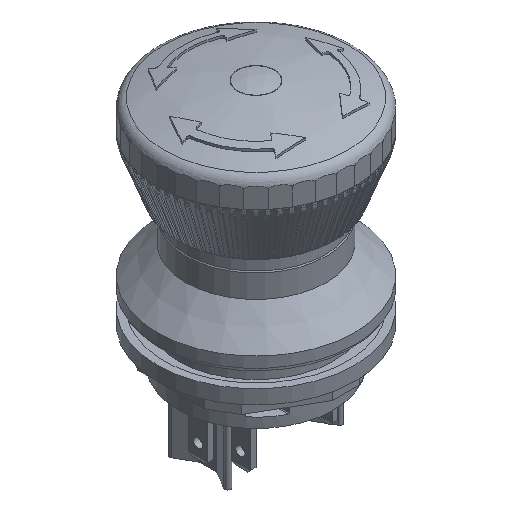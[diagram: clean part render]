
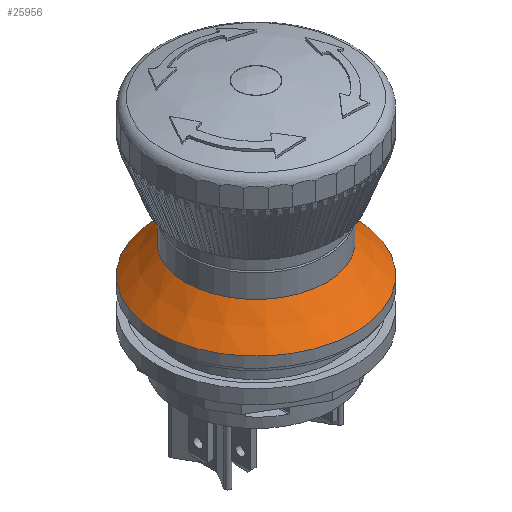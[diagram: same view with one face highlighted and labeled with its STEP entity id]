
A CAD part, isometric view. The second image highlights one B-rep face of the part: STEP entity #25956.
In plain terms, the highlighted conical face has half-angle 45 degrees and reference radius 11.963 mm.
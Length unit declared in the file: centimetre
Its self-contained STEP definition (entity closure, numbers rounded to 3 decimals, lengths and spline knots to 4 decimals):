
#359=CONICAL_SURFACE('',#28192,1.1962,45.);
#702=FACE_BOUND('',#4079,.T.);
#2576=FACE_OUTER_BOUND('',#4078,.T.);
#4078=EDGE_LOOP('',(#21600));
#4079=EDGE_LOOP('',(#21601));
#10510=CIRCLE('',#28191,0.9925);
#10511=CIRCLE('',#28193,1.4);
#12053=VERTEX_POINT('',#44870);
#12054=VERTEX_POINT('',#44873);
#15435=EDGE_CURVE('',#12053,#12053,#10510,.T.);
#15436=EDGE_CURVE('',#12054,#12054,#10511,.T.);
#21600=ORIENTED_EDGE('',*,*,#15436,.F.);
#21601=ORIENTED_EDGE('',*,*,#15435,.T.);
#25956=ADVANCED_FACE('',(#2576,#702),#359,.T.);
#28191=AXIS2_PLACEMENT_3D('',#44871,#32795,#32796);
#28192=AXIS2_PLACEMENT_3D('',#44872,#32797,#32798);
#28193=AXIS2_PLACEMENT_3D('',#44874,#32799,#32800);
#32795=DIRECTION('center_axis',(0.,0.,
-1.));
#32796=DIRECTION('ref_axis',(0.,-1.,0.));
#32797=DIRECTION('center_axis',(0.,0.,
-1.));
#32798=DIRECTION('ref_axis',(0.,-1.,0.));
#32799=DIRECTION('center_axis',(0.,0.,
-1.));
#32800=DIRECTION('ref_axis',(0.,-1.,0.));
#44870=CARTESIAN_POINT('',(0.,-0.9925,1.4425));
#44871=CARTESIAN_POINT('Origin',(0.,0.,
1.4425));
#44872=CARTESIAN_POINT('Origin',(0.,0.,
1.2387));
#44873=CARTESIAN_POINT('',(0.,-1.4,1.035));
#44874=CARTESIAN_POINT('Origin',(0.,0.,
1.035));
